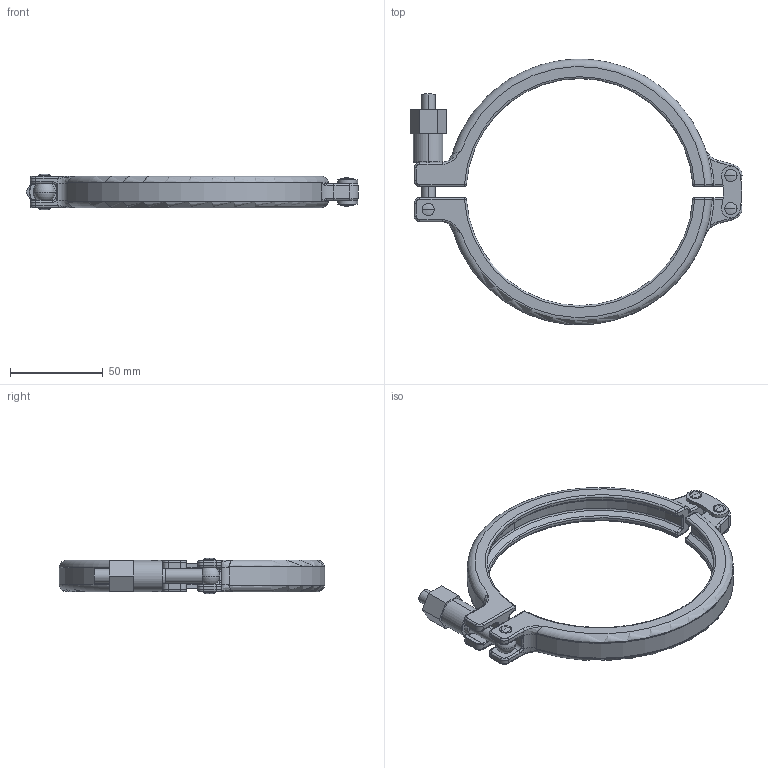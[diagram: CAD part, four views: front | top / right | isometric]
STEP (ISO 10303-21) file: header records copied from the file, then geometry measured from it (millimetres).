
FILE_DESCRIPTION (( 'STEP AP214' ), '1' );
FILE_NAME ('CL.SAFX.0450 BLOCK.STEP', '2020-02-26T15:36:26', ( '' ), ( '' ), 'SwSTEP 2.0', 'SolidWorks 2019', '' );
FILE_SCHEMA (( 'AUTOMOTIVE_DESIGN' ));
Length unit declared in the file: millimetre
Products named in the file (1): CL.SAFX.0450 BLOCK
Bounding box: 179.45 x 143.5 x 19.3 mm (x, y, z)
Volume: 71417.5 mm3; surface area: 31764 mm2
Topology: 3 solids, 3 shells, 388 faces, 905 edges, 511 vertices
Faces by surface type: cylinder 149, torus 78, plane 61, bspline 50, sphere 36, cone 14
Entity records: 13077 total; most frequent: CARTESIAN_POINT 4365, DIRECTION 1955, ORIENTED_EDGE 1760, EDGE_CURVE 880, AXIS2_PLACEMENT_3D 846, VERTEX_POINT 510, CIRCLE 507, EDGE_LOOP 414
